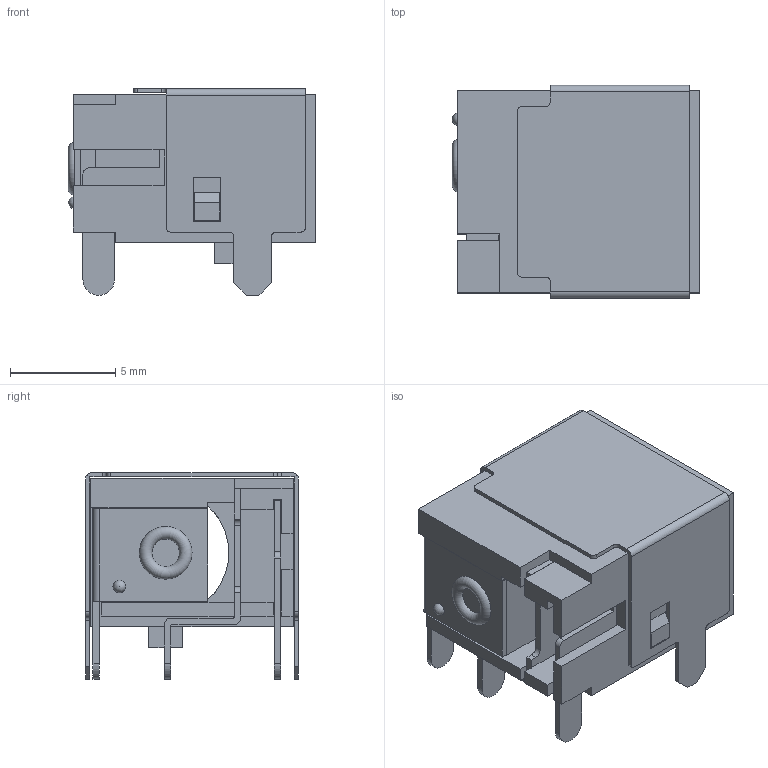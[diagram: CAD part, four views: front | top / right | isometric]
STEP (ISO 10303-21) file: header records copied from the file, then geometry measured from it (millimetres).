
FILE_DESCRIPTION(/* description */ (''),/* implementation_level */ '2;1');
FILE_NAME(/* name */ 'CUI_DEVICES_PJ-051AH-3D.step',/* time_stamp */ '2022-06-01T13:02:52+02:00',/* author */ (''),/* organization */ (''),/* preprocessor_version */ 'ST-DEVELOPER v19',/* originating_system */ 'Autodesk Translation Framework v11.7.0.108',/* authorisation */ '');
FILE_SCHEMA (('AUTOMOTIVE_DESIGN { 1 0 10303 214 3 1 1 }'));
Length unit declared in the file: inch
Products named in the file (1): (Unsaved)
Bounding box: 11.75 x 10.1 x 9.8 mm (x, y, z)
Volume: 516.2 mm3; surface area: 1348.5 mm2
Topology: 5 solids, 5 shells, 169 faces, 454 edges, 302 vertices
Faces by surface type: plane 138, cylinder 28, sphere 2, torus 1
Full cylindrical faces by diameter (mm): 2 x1, 3 x1, 6 x1
Entity records: 5434 total; most frequent: CARTESIAN_POINT 924, ORIENTED_EDGE 904, DIRECTION 857, EDGE_CURVE 452, LINE 387, VECTOR 387, VERTEX_POINT 302, AXIS2_PLACEMENT_3D 235
